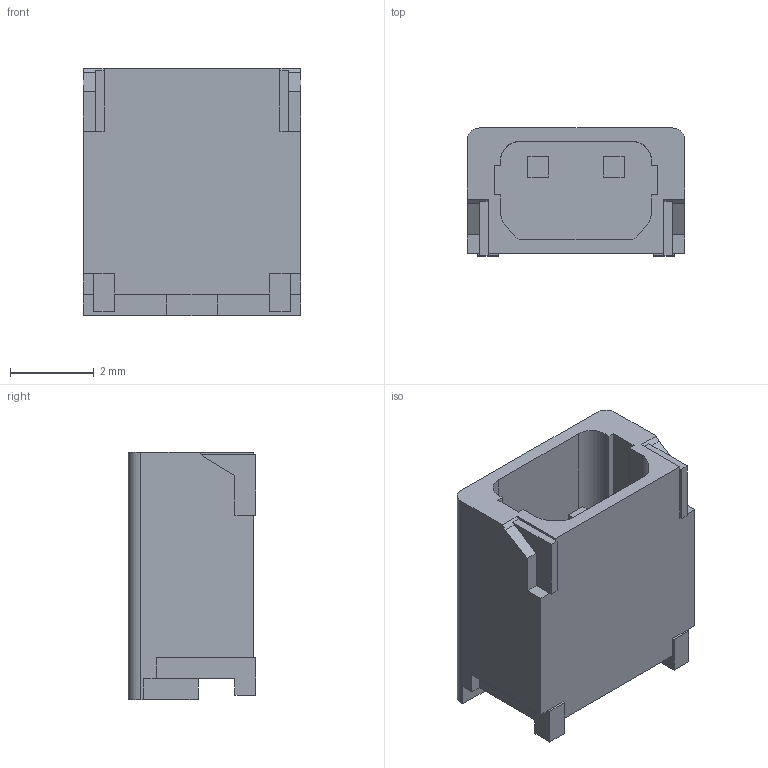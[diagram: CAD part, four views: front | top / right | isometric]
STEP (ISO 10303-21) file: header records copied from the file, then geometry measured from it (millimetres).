
FILE_DESCRIPTION (( 'STEP AP214' ), '1' );
FILE_NAME ('20100623_SM02B-SFHRS.STEP', '2010-06-23T08:46:09', ( ' ' ), ( ' ' ), 'SwSTEP 2.0', 'SolidWorks 2005235', '' );
FILE_SCHEMA (( 'AUTOMOTIVE_DESIGN' ));
Length unit declared in the file: millimetre
Products named in the file (1): 20100623_SM02B-SFHRS
Bounding box: 5.2 x 3.05 x 5.9 mm (x, y, z)
Volume: 52.4 mm3; surface area: 181.7 mm2
Topology: 1 solids, 1 shells, 89 faces, 244 edges, 160 vertices
Faces by surface type: plane 81, cylinder 8
Entity records: 3640 total; most frequent: CARTESIAN_POINT 494, ORIENTED_EDGE 488, DIRECTION 440, EDGE_CURVE 244, VECTOR 228, LINE 228, VERTEX_POINT 160, AXIS2_PLACEMENT_3D 106
